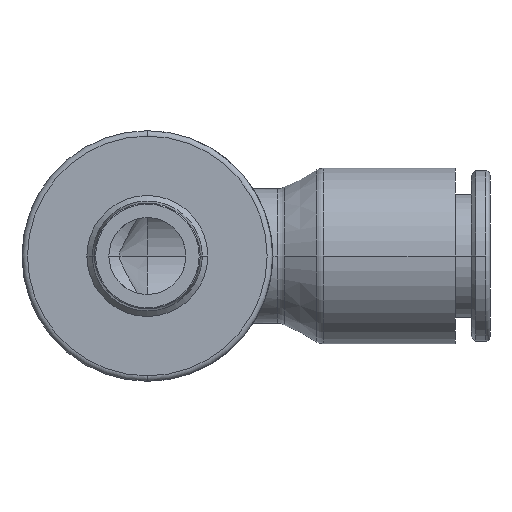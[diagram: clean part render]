
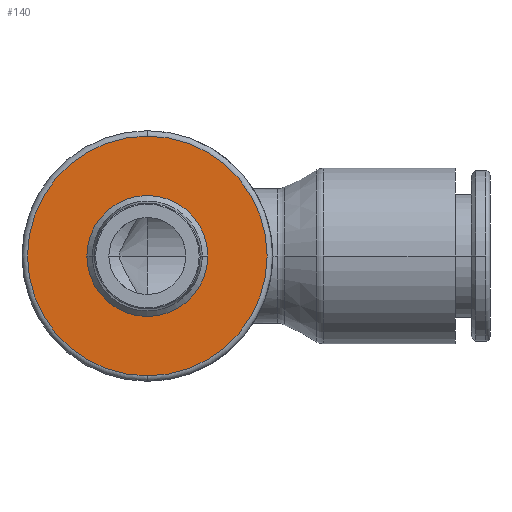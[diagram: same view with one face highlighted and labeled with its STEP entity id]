
A CAD part, front view. The second image highlights one B-rep face of the part: STEP entity #140.
In plain terms, the highlighted planar face has unit normal (0, -1, 0).
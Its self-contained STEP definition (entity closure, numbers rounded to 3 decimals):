
#140=ADVANCED_FACE('',(#364,#365),#366,.T.);
#364=FACE_OUTER_BOUND('',#620,.T.);
#365=FACE_BOUND('',#621,.T.);
#366=PLANE('',#622);
#620=EDGE_LOOP('',(#1440,#1441,#1442));
#621=EDGE_LOOP('',(#1443,#1444));
#622=AXIS2_PLACEMENT_3D('',#1445,#1446,#1447);
#1440=ORIENTED_EDGE('',*,*,#1954,.F.);
#1441=ORIENTED_EDGE('',*,*,#1955,.F.);
#1442=ORIENTED_EDGE('',*,*,#1782,.F.);
#1443=ORIENTED_EDGE('',*,*,#1787,.T.);
#1444=ORIENTED_EDGE('',*,*,#1952,.T.);
#1445=CARTESIAN_POINT('',(-8.2,24.5,0.0));
#1446=DIRECTION('',(0.,-1.0,-0.0));
#1447=DIRECTION('',(1.0,0.,0.0));
#1782=EDGE_CURVE('',#2180,#2182,#2183,.T.);
#1787=EDGE_CURVE('',#2187,#2189,#2191,.T.);
#1952=EDGE_CURVE('',#2189,#2187,#2458,.T.);
#1954=EDGE_CURVE('',#2460,#2180,#2461,.T.);
#1955=EDGE_CURVE('',#2182,#2460,#2462,.T.);
#2180=VERTEX_POINT('',#2817);
#2182=VERTEX_POINT('',#2819);
#2183=CIRCLE('',#2820,10.9);
#2187=VERTEX_POINT('',#2824);
#2189=VERTEX_POINT('',#2827);
#2191=CIRCLE('',#2830,5.5);
#2458=CIRCLE('',#3444,5.5);
#2460=VERTEX_POINT('',#3446);
#2461=CIRCLE('',#3447,10.9);
#2462=CIRCLE('',#3448,10.9);
#2817=CARTESIAN_POINT('',(0.,24.5,10.9));
#2819=CARTESIAN_POINT('',(0.,24.5,-10.9));
#2820=AXIS2_PLACEMENT_3D('',#3767,#3768,#3769);
#2824=CARTESIAN_POINT('',(-5.5,24.5,0.0));
#2827=CARTESIAN_POINT('',(5.5,24.5,0.));
#2830=AXIS2_PLACEMENT_3D('',#3778,#3779,#3780);
#3444=AXIS2_PLACEMENT_3D('',#4136,#4137,#4138);
#3446=CARTESIAN_POINT('',(-10.9,24.5,0.0));
#3447=AXIS2_PLACEMENT_3D('',#4142,#4143,#4144);
#3448=AXIS2_PLACEMENT_3D('',#4145,#4146,#4147);
#3767=CARTESIAN_POINT('',(0.0,24.5,0.0));
#3768=DIRECTION('',(0.0,1.0,0.0));
#3769=DIRECTION('',(-1.0,0.0,0.0));
#3778=CARTESIAN_POINT('',(0.0,24.5,0.0));
#3779=DIRECTION('',(0.0,1.0,0.0));
#3780=DIRECTION('',(-1.0,0.0,0.0));
#4136=CARTESIAN_POINT('',(0.0,24.5,0.0));
#4137=DIRECTION('',(0.0,1.0,0.0));
#4138=DIRECTION('',(-1.0,0.0,0.0));
#4142=CARTESIAN_POINT('',(0.0,24.5,0.0));
#4143=DIRECTION('',(0.0,1.0,0.0));
#4144=DIRECTION('',(-1.0,0.0,0.0));
#4145=CARTESIAN_POINT('',(0.0,24.5,0.0));
#4146=DIRECTION('',(0.0,1.0,0.0));
#4147=DIRECTION('',(-1.0,0.0,0.0));
